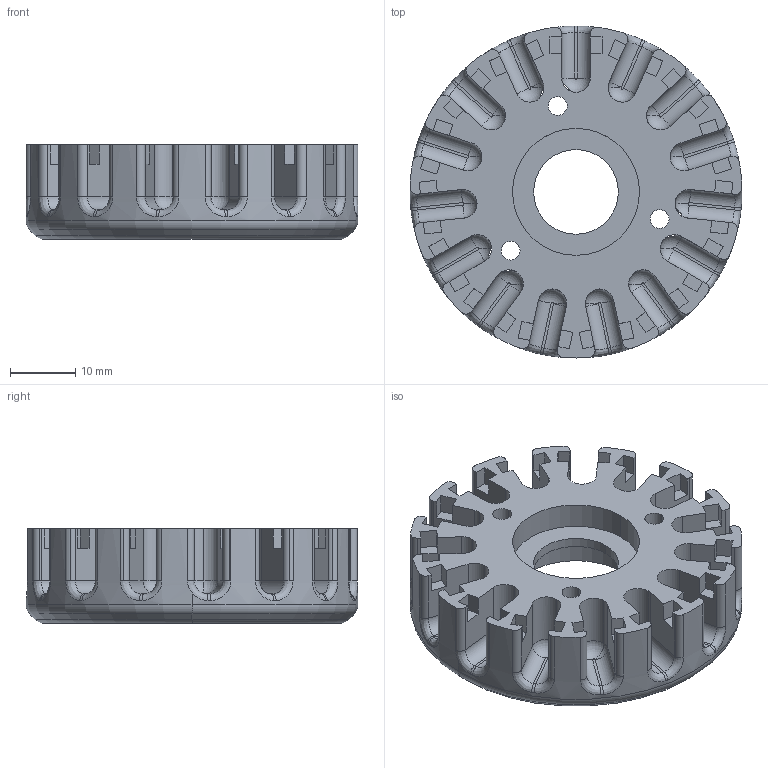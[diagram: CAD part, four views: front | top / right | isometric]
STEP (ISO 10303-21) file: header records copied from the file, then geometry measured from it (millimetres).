
FILE_DESCRIPTION (( 'STEP AP203' ), '1' );
FILE_NAME ('wheel main.STEP', '2018-06-11T01:37:02', ( '' ), ( '' ), 'SwSTEP 2.0', 'SolidWorks 2016', '' );
FILE_SCHEMA (( 'CONFIG_CONTROL_DESIGN' ));
Length unit declared in the file: millimetre
Products named in the file (1): wheel main
Bounding box: 51 x 51 x 14.5 mm (x, y, z)
Volume: 13285.9 mm3; surface area: 10202.1 mm2
Topology: 1 solids, 1 shells, 398 faces, 1083 edges, 688 vertices
Faces by surface type: plane 198, cylinder 120, torus 48, bspline 30, cone 2
Entity records: 14764 total; most frequent: CARTESIAN_POINT 4581, ORIENTED_EDGE 2166, DIRECTION 2101, EDGE_CURVE 1083, AXIS2_PLACEMENT_3D 724, VERTEX_POINT 688, VECTOR 653, LINE 653
